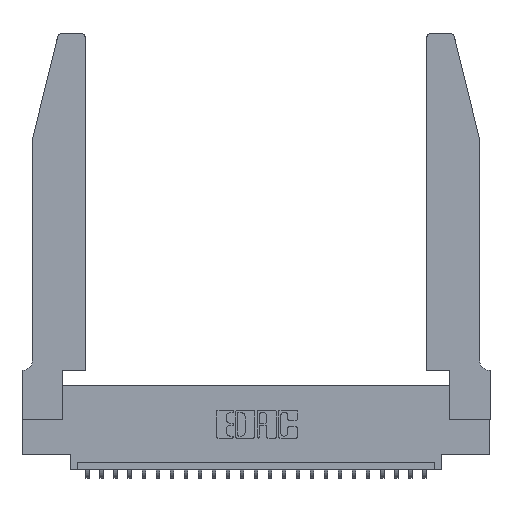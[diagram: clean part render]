
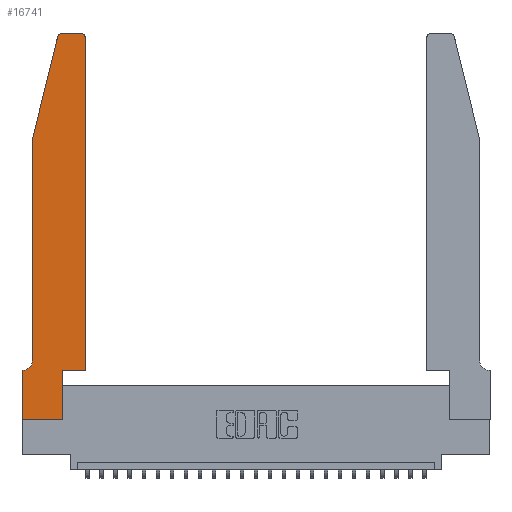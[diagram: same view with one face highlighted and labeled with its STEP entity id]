
A CAD part, top view. The second image highlights one B-rep face of the part: STEP entity #16741.
In plain terms, the highlighted planar face has unit normal (0, 0, 1).
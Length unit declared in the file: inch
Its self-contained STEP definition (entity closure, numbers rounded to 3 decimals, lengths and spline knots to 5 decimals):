
#98 = ORIENTED_EDGE ( 'NONE', *, *, #5419, .T. ) ;
#114 = CIRCLE ( 'NONE', #20788, 0.03 ) ;
#247 = VECTOR ( 'NONE', #12027, 39.37008 ) ;
#1185 = CARTESIAN_POINT ( 'NONE',  ( 0.284, 2.75, 0.37 ) ) ;
#1471 = DIRECTION ( 'NONE',  ( 0., 0., -1. ) ) ;
#1597 = EDGE_LOOP ( 'NONE', ( #10093, #12311, #98, #15245, #22878, #23478, #10403, #20805, #7229, #9502, #18330, #2711 ) ) ;
#1897 = VERTEX_POINT ( 'NONE', #1185 ) ;
#1915 = VERTEX_POINT ( 'NONE', #11215 ) ;
#2018 = VERTEX_POINT ( 'NONE', #13899 ) ;
#2058 = EDGE_CURVE ( 'NONE', #5074, #3722, #6748, .T. ) ;
#2452 = CARTESIAN_POINT ( 'NONE',  ( 0.2865, 0.35, 0.37 ) ) ;
#2553 = DIRECTION ( 'NONE',  ( 0., 0., 1. ) ) ;
#2629 = CARTESIAN_POINT ( 'NONE',  ( 0.25487, 2.72718, 0.37 ) ) ;
#2711 = ORIENTED_EDGE ( 'NONE', *, *, #2058, .T. ) ;
#2744 = DIRECTION ( 'NONE',  ( 1., 0., 0. ) ) ;
#2943 = DIRECTION ( 'NONE',  ( 1., 0., 0. ) ) ;
#3060 = CARTESIAN_POINT ( 'NONE',  ( 0.0755, 2., 0.37 ) ) ;
#3209 = FACE_OUTER_BOUND ( 'NONE', #1597, .T. ) ;
#3678 = DIRECTION ( 'NONE',  ( -1., 0., 0. ) ) ;
#3722 = VERTEX_POINT ( 'NONE', #16425 ) ;
#3814 = CARTESIAN_POINT ( 'NONE',  ( 0.4505, 0.35, 0.37 ) ) ;
#3878 = EDGE_CURVE ( 'NONE', #25191, #14223, #11729, .T. ) ;
#4027 = EDGE_CURVE ( 'NONE', #11602, #4672, #22108, .T. ) ;
#4108 = CARTESIAN_POINT ( 'NONE',  ( 0.4505, 0.35, 0.37 ) ) ;
#4330 = LINE ( 'NONE', #4108, #247 ) ;
#4521 = EDGE_CURVE ( 'NONE', #18239, #5074, #4330, .T. ) ;
#4591 = CARTESIAN_POINT ( 'NONE',  ( 0.4505, 0.35, 0.37 ) ) ;
#4597 = CARTESIAN_POINT ( 'NONE',  ( 0., 0.35, 0.37 ) ) ;
#4615 = VECTOR ( 'NONE', #2744, 39.37008 ) ;
#4672 = VERTEX_POINT ( 'NONE', #13709 ) ;
#4903 = VECTOR ( 'NONE', #8567, 39.37008 ) ;
#5074 = VERTEX_POINT ( 'NONE', #21463 ) ;
#5419 = EDGE_CURVE ( 'NONE', #24061, #10108, #26070, .T. ) ;
#5699 = CARTESIAN_POINT ( 'NONE',  ( 0.0055, 0.42, 0.37 ) ) ;
#6237 = VECTOR ( 'NONE', #25130, 39.37008 ) ;
#6748 = CIRCLE ( 'NONE', #7957, 0.03 ) ;
#7229 = ORIENTED_EDGE ( 'NONE', *, *, #14655, .T. ) ;
#7797 = DIRECTION ( 'NONE',  ( 1., 0., 0. ) ) ;
#7957 = AXIS2_PLACEMENT_3D ( 'NONE', #19838, #23718, #7797 ) ;
#8288 = CARTESIAN_POINT ( 'NONE',  ( 0.0755, 2., 0.37 ) ) ;
#8567 = DIRECTION ( 'NONE',  ( 0., 1., 0. ) ) ;
#8747 = DIRECTION ( 'NONE',  ( 1., 0., 0. ) ) ;
#9096 = DIRECTION ( 'NONE',  ( -1., 0., 0. ) ) ;
#9502 = ORIENTED_EDGE ( 'NONE', *, *, #14211, .T. ) ;
#9887 = DIRECTION ( 'NONE',  ( 0., -1., 0. ) ) ;
#10093 = ORIENTED_EDGE ( 'NONE', *, *, #10613, .T. ) ;
#10108 = VERTEX_POINT ( 'NONE', #8288 ) ;
#10127 = CARTESIAN_POINT ( 'NONE',  ( 0.0755, 2., 0.37 ) ) ;
#10238 = CARTESIAN_POINT ( 'NONE',  ( 0., 0., 0.37 ) ) ;
#10297 = VECTOR ( 'NONE', #9096, 39.37008 ) ;
#10403 = ORIENTED_EDGE ( 'NONE', *, *, #3878, .T. ) ;
#10613 = EDGE_CURVE ( 'NONE', #3722, #1897, #18005, .T. ) ;
#10847 = CARTESIAN_POINT ( 'NONE',  ( 0., 0., 0.37 ) ) ;
#11215 = CARTESIAN_POINT ( 'NONE',  ( 0.2865, 0.35, 0.37 ) ) ;
#11602 = VERTEX_POINT ( 'NONE', #19841 ) ;
#11729 = LINE ( 'NONE', #10238, #12335 ) ;
#12027 = DIRECTION ( 'NONE',  ( 0., 1., 0. ) ) ;
#12178 = DIRECTION ( 'NONE',  ( 0., -1., 0. ) ) ;
#12311 = ORIENTED_EDGE ( 'NONE', *, *, #21159, .T. ) ;
#12335 = VECTOR ( 'NONE', #9887, 39.37008 ) ;
#12458 = LINE ( 'NONE', #4591, #4615 ) ;
#13709 = CARTESIAN_POINT ( 'NONE',  ( 0.0055, 0.35, 0.37 ) ) ;
#13899 = CARTESIAN_POINT ( 'NONE',  ( 0.2865, 0., 0.37 ) ) ;
#14211 = EDGE_CURVE ( 'NONE', #1915, #18239, #12458, .T. ) ;
#14223 = VERTEX_POINT ( 'NONE', #10847 ) ;
#14377 = EDGE_CURVE ( 'NONE', #4672, #25191, #17825, .T. ) ;
#14584 = CARTESIAN_POINT ( 'NONE',  ( 0., 0.35, 0.37 ) ) ;
#14655 = EDGE_CURVE ( 'NONE', #2018, #1915, #18133, .T. ) ;
#14741 = DIRECTION ( 'NONE',  ( -1., 0., 0. ) ) ;
#14783 = LINE ( 'NONE', #10127, #18274 ) ;
#15245 = ORIENTED_EDGE ( 'NONE', *, *, #22690, .T. ) ;
#16425 = CARTESIAN_POINT ( 'NONE',  ( 0.4205, 2.75, 0.37 ) ) ;
#16634 = DIRECTION ( 'NONE',  ( 0., 0., 1. ) ) ;
#16741 = ADVANCED_FACE ( 'NONE', ( #3209 ), #17389, .T. ) ;
#17389 = PLANE ( 'NONE',  #19205 ) ;
#17825 = LINE ( 'NONE', #19170, #10297 ) ;
#18005 = LINE ( 'NONE', #18813, #21433 ) ;
#18133 = LINE ( 'NONE', #2452, #4903 ) ;
#18239 = VERTEX_POINT ( 'NONE', #3814 ) ;
#18274 = VECTOR ( 'NONE', #12178, 39.37008 ) ;
#18330 = ORIENTED_EDGE ( 'NONE', *, *, #4521, .T. ) ;
#18813 = CARTESIAN_POINT ( 'NONE',  ( 0.2605, 2.75, 0.37 ) ) ;
#19170 = CARTESIAN_POINT ( 'NONE',  ( 0.0755, 0.35, 0.37 ) ) ;
#19205 = AXIS2_PLACEMENT_3D ( 'NONE', #14584, #16634, #2943 ) ;
#19838 = CARTESIAN_POINT ( 'NONE',  ( 0.4205, 2.72, 0.37 ) ) ;
#19841 = CARTESIAN_POINT ( 'NONE',  ( 0.0755, 0.42, 0.37 ) ) ;
#20266 = EDGE_CURVE ( 'NONE', #14223, #2018, #22819, .T. ) ;
#20270 = VECTOR ( 'NONE', #20874, 39.37008 ) ;
#20788 = AXIS2_PLACEMENT_3D ( 'NONE', #24904, #2553, #8747 ) ;
#20805 = ORIENTED_EDGE ( 'NONE', *, *, #20266, .T. ) ;
#20874 = DIRECTION ( 'NONE',  ( 1., 0., 0. ) ) ;
#21159 = EDGE_CURVE ( 'NONE', #1897, #24061, #114, .T. ) ;
#21433 = VECTOR ( 'NONE', #14741, 39.37008 ) ;
#21463 = CARTESIAN_POINT ( 'NONE',  ( 0.4505, 2.72, 0.37 ) ) ;
#22108 = CIRCLE ( 'NONE', #25139, 0.07 ) ;
#22690 = EDGE_CURVE ( 'NONE', #10108, #11602, #14783, .T. ) ;
#22819 = LINE ( 'NONE', #23066, #20270 ) ;
#22878 = ORIENTED_EDGE ( 'NONE', *, *, #4027, .T. ) ;
#23066 = CARTESIAN_POINT ( 'NONE',  ( 0., 0., 0.37 ) ) ;
#23478 = ORIENTED_EDGE ( 'NONE', *, *, #14377, .T. ) ;
#23718 = DIRECTION ( 'NONE',  ( 0., 0., 1. ) ) ;
#24061 = VERTEX_POINT ( 'NONE', #2629 ) ;
#24904 = CARTESIAN_POINT ( 'NONE',  ( 0.284, 2.72, 0.37 ) ) ;
#25130 = DIRECTION ( 'NONE',  ( -0.239, -0.971, 0. ) ) ;
#25139 = AXIS2_PLACEMENT_3D ( 'NONE', #5699, #1471, #3678 ) ;
#25191 = VERTEX_POINT ( 'NONE', #4597 ) ;
#26070 = LINE ( 'NONE', #3060, #6237 ) ;
